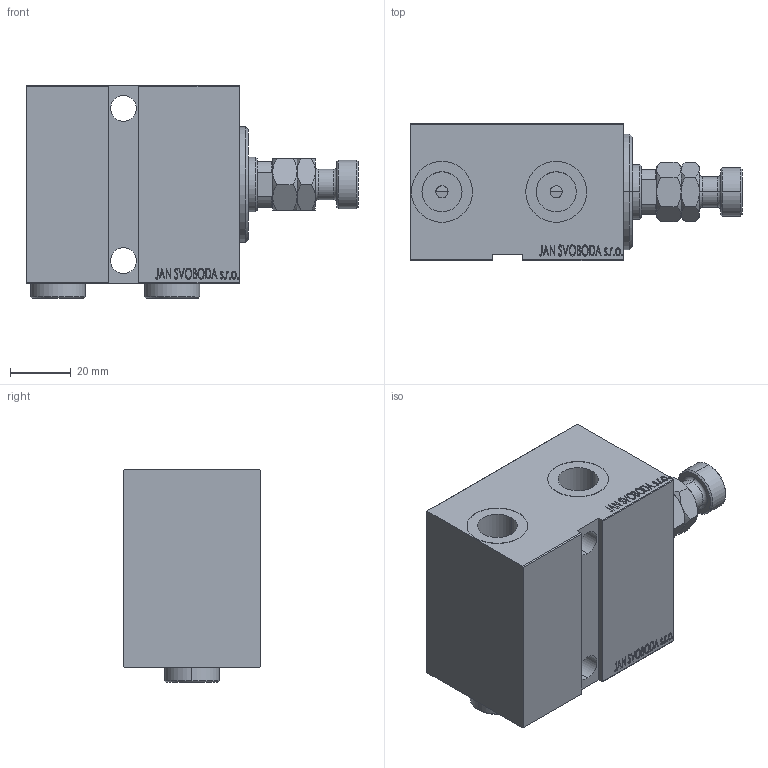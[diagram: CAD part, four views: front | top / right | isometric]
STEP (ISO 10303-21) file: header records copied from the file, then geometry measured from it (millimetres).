
FILE_DESCRIPTION (( 'STEP AP203' ), '1' );
FILE_NAME ('5b93.STEP', '2024-02-11T11:55:17', ( '' ), ( '' ), 'SwSTEP 2.0', 'SolidWorks 2019', '' );
FILE_SCHEMA (( 'CONFIG_CONTROL_DESIGN' ));
Length unit declared in the file: millimetre
Products named in the file (6): Zatka_OIL_PORT df2339a252985be1cebf8685e0626c6a; V450CM_E_Body df2339a252985be1cebf8685e0626c6a; 5b93; V450CM_VC_B df2339a252985be1cebf8685e0626c6a; V450CM_E_VCP df2339a252985be1cebf8685e0626c6a; MFA df2339a252985be1cebf8685e0626c6a
Assembly tree (6 placements, depth 2):
  5b93
    V450CM_E_Body df2339a252985be1cebf8685e0626c6a
    V450CM_E_VCP df2339a252985be1cebf8685e0626c6a
    V450CM_VC_B df2339a252985be1cebf8685e0626c6a
    MFA df2339a252985be1cebf8685e0626c6a
    Zatka_OIL_PORT df2339a252985be1cebf8685e0626c6a  x2
Bounding box: 109 x 45 x 69.9 mm (x, y, z)
Volume: 195484.9 mm3; surface area: 45090.7 mm2
Topology: 6 solids, 6 shells, 952 faces, 2404 edges, 1575 vertices
Faces by surface type: plane 458, bspline 380, cylinder 64, cone 46, torus 4
Entity records: 45812 total; most frequent: CARTESIAN_POINT 25251, ORIENTED_EDGE 4724, DIRECTION 2826, EDGE_CURVE 2362, VERTEX_POINT 1551, LINE 1374, VECTOR 1374, EDGE_LOOP 1059
